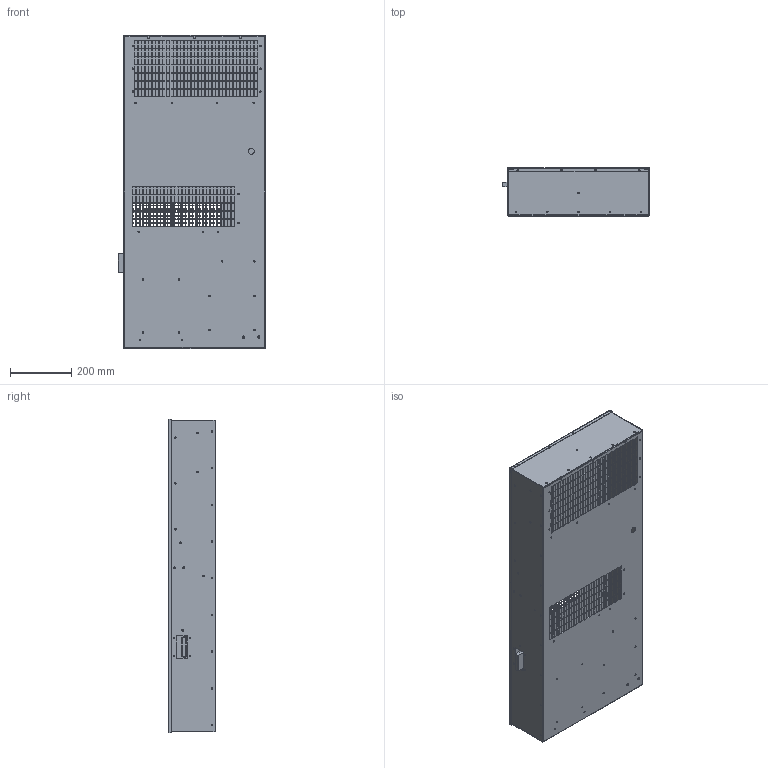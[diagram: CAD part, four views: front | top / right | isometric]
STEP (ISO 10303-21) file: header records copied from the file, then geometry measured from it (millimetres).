
FILE_DESCRIPTION((''),'2;1');
FILE_NAME('OC4109_COMPLETE_ASSEMBLY_ASM','2013-08-08T',('andreso'),(''),'PRO/ENGINEER BY PARAMETRIC TECHNOLOGY CORPORATION, 2010040','PRO/ENGINEER BY PARAMETRIC TECHNOLOGY CORPORATION, 2010040','');
FILE_SCHEMA(('CONFIG_CONTROL_DESIGN'));
Products named in the file (4): OC4107_CABINET; OC4109_COVER; 8_POLE_4000V; OC4109_COMPLETE_ASSEMBLY_ASM
Assembly tree (3 placements, depth 2):
  OC4109_COMPLETE_ASSEMBLY_ASM
    OC4107_CABINET
    OC4109_COVER
    8_POLE_4000V
Bounding box: 483 x 156.5 x 1025 mm (x, y, z)
Volume: 2342581.4 mm3; surface area: 2638693.1 mm2
Topology: 3 solids, 3 shells, 3300 faces, 9648 edges, 6364 vertices
Faces by surface type: plane 2924, cylinder 296, cone 64, bspline 16
Entity records: 111808 total; most frequent: CARTESIAN_POINT 21007, ORIENTED_EDGE 19296, DIRECTION 16602, EDGE_CURVE 9648, VECTOR 8988, LINE 8988, VERTEX_POINT 6364, EDGE_LOOP 4876
